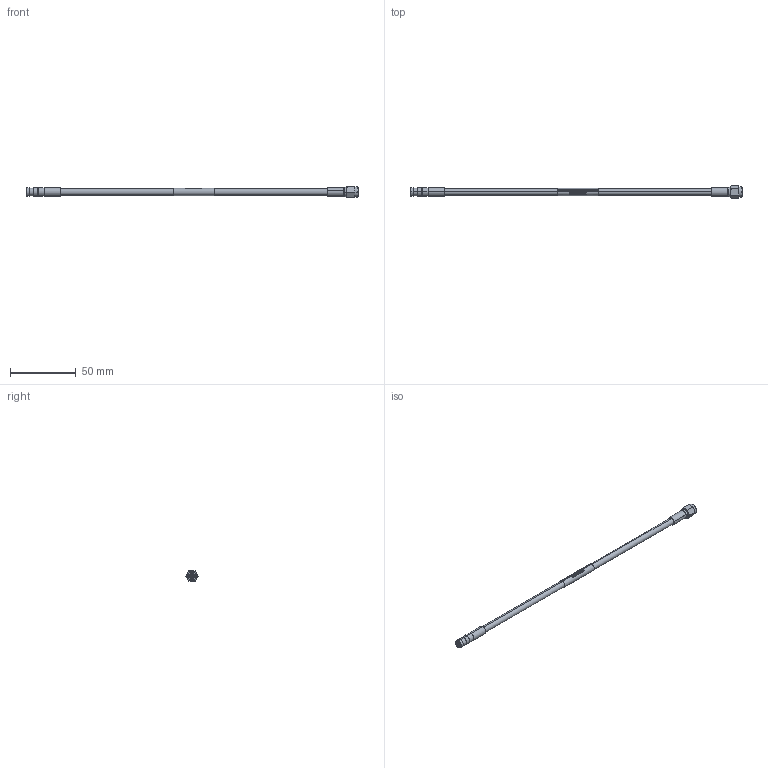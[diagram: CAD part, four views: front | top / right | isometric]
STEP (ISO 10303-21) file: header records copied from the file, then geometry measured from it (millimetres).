
FILE_DESCRIPTION (( 'STEP AP214' ), '1' );
FILE_NAME ('FMCA100282_3D.step', '2024-10-30T18:00:21', ( '' ), ( '' ), 'SwSTEP 2.0', 'SolidWorks 2022', '' );
FILE_SCHEMA (( 'AUTOMOTIVE_DESIGN' ));
Length unit declared in the file: inch
Products named in the file (7): FMCN5254-MA1^FMCN5254_FMCA100282; FMCN5254-MA2^FMCN5254_FMCA100282; LMR-195-UF^FMCA100282_FM; FMCA100282_3D; FMCN5254^FMCA100282_默认; FMCN1393^FMCA100282; FMCN5254-MA0^FMCN5254_FMCA100282
Assembly tree (6 placements, depth 3):
  FMCA100282_3D
    LMR-195-UF^FMCA100282_FM
    FMCN1393^FMCA100282
    FMCN5254^FMCA100282_默认
      FMCN5254-MA0^FMCN5254_FMCA100282
      FMCN5254-MA1^FMCN5254_FMCA100282
      FMCN5254-MA2^FMCN5254_FMCA100282
Bounding box: 253.04 x 9.24 x 8 mm (x, y, z)
Volume: 5669.2 mm3; surface area: 6194.1 mm2
Topology: 7 solids, 7 shells, 3338 faces, 7304 edges, 4039 vertices
Faces by surface type: bspline 2324, cylinder 557, plane 384, cone 71, torus 2
Entity records: 138802 total; most frequent: CARTESIAN_POINT 90975, ORIENTED_EDGE 14604, EDGE_CURVE 7302, VERTEX_POINT 4039, DIRECTION 3508, EDGE_LOOP 3411, ADVANCED_FACE 3338, FACE_OUTER_BOUND 3338
